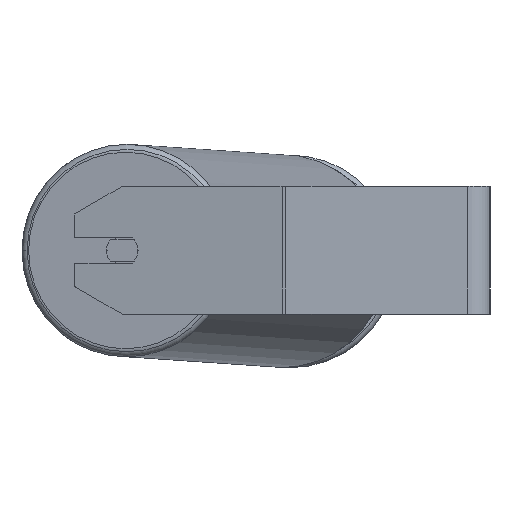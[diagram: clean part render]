
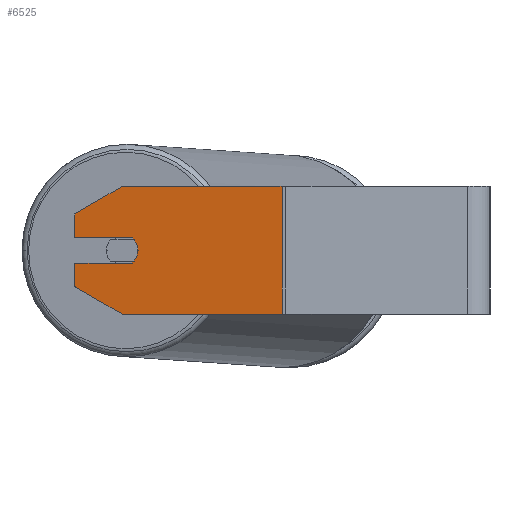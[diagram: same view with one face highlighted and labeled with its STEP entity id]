
A CAD part, left-side view. The second image highlights one B-rep face of the part: STEP entity #6525.
In plain terms, the highlighted planar face has unit normal (-0.985, 0.174, 0).
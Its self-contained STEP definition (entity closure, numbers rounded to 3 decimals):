
#439 = EDGE_CURVE ( 'NONE', #5533, #5945, #504, .T. ) ;
#504 = LINE ( 'NONE', #7290, #969 ) ;
#614 = VERTEX_POINT ( 'NONE', #2833 ) ;
#695 = CARTESIAN_POINT ( 'NONE',  ( -892.14, 230.223, 0. ) ) ;
#757 = EDGE_CURVE ( 'NONE', #7869, #2948, #4524, .T. ) ;
#782 = DIRECTION ( 'NONE',  ( -0.174, -0.985, 0. ) ) ;
#806 = ORIENTED_EDGE ( 'NONE', *, *, #4887, .F. ) ;
#969 = VECTOR ( 'NONE', #4599, 1000. ) ;
#1233 = ORIENTED_EDGE ( 'NONE', *, *, #8462, .F. ) ;
#1303 = ORIENTED_EDGE ( 'NONE', *, *, #1723, .F. ) ;
#1479 = LINE ( 'NONE', #3394, #4896 ) ;
#1519 = CARTESIAN_POINT ( 'NONE',  ( -886.931, 259.768, 22.679 ) ) ;
#1723 = EDGE_CURVE ( 'NONE', #7689, #7869, #4382, .T. ) ;
#1830 = VERTEX_POINT ( 'NONE', #4585 ) ;
#1994 = DIRECTION ( 'NONE',  ( 0., 0., -1. ) ) ;
#2015 = CARTESIAN_POINT ( 'NONE',  ( -886.931, 259.768, -8. ) ) ;
#2101 = DIRECTION ( 'NONE',  ( -0.15, -0.853, -0.5 ) ) ;
#2160 = DIRECTION ( 'NONE',  ( -0.985, 0.174, 0. ) ) ;
#2211 = DIRECTION ( 'NONE',  ( 0.985, -0.174, 0. ) ) ;
#2545 = EDGE_CURVE ( 'NONE', #1830, #614, #5453, .T. ) ;
#2547 = ORIENTED_EDGE ( 'NONE', *, *, #6622, .T. ) ;
#2583 = CARTESIAN_POINT ( 'NONE',  ( -892.14, 230.223, -40. ) ) ;
#2696 = VECTOR ( 'NONE', #6302, 1000. ) ;
#2721 = ORIENTED_EDGE ( 'NONE', *, *, #4172, .T. ) ;
#2731 = VECTOR ( 'NONE', #7357, 1000. ) ;
#2803 = CARTESIAN_POINT ( 'NONE',  ( -892.14, 230.223, -40. ) ) ;
#2823 = VECTOR ( 'NONE', #3758, 1000. ) ;
#2833 = CARTESIAN_POINT ( 'NONE',  ( -886.931, 259.768, 8. ) ) ;
#2865 = ORIENTED_EDGE ( 'NONE', *, *, #2545, .F. ) ;
#2875 = CARTESIAN_POINT ( 'NONE',  ( -886.931, 259.768, 40. ) ) ;
#2948 = VERTEX_POINT ( 'NONE', #5133 ) ;
#3164 = ORIENTED_EDGE ( 'NONE', *, *, #757, .F. ) ;
#3230 = EDGE_LOOP ( 'NONE', ( #3164, #1303, #5747, #6450, #6025, #806, #1233, #2721, #2547, #2865, #4815 ) ) ;
#3394 = CARTESIAN_POINT ( 'NONE',  ( -909.787, 130.14, 40. ) ) ;
#3587 = PLANE ( 'NONE',  #6331 ) ;
#3697 = CARTESIAN_POINT ( 'NONE',  ( -892.14, 230.223, 40. ) ) ;
#3758 = DIRECTION ( 'NONE',  ( -0.174, -0.985, 0. ) ) ;
#3993 = LINE ( 'NONE', #6008, #2731 ) ;
#4000 = VERTEX_POINT ( 'NONE', #3697 ) ;
#4107 = VERTEX_POINT ( 'NONE', #8071 ) ;
#4172 = EDGE_CURVE ( 'NONE', #4000, #5772, #3993, .T. ) ;
#4204 = CARTESIAN_POINT ( 'NONE',  ( -886.931, 259.768, 40. ) ) ;
#4348 = VECTOR ( 'NONE', #1994, 1000. ) ;
#4382 = LINE ( 'NONE', #4428, #2823 ) ;
#4428 = CARTESIAN_POINT ( 'NONE',  ( -893.182, 224.314, -8. ) ) ;
#4524 = CIRCLE ( 'NONE', #5813, 10. ) ;
#4585 = CARTESIAN_POINT ( 'NONE',  ( -893.182, 224.314, 8. ) ) ;
#4599 = DIRECTION ( 'NONE',  ( -0.174, -0.985, 0. ) ) ;
#4706 = VECTOR ( 'NONE', #4827, 1000. ) ;
#4791 = CARTESIAN_POINT ( 'NONE',  ( -892.14, 230.223, 0. ) ) ;
#4815 = ORIENTED_EDGE ( 'NONE', *, *, #4848, .F. ) ;
#4827 = DIRECTION ( 'NONE',  ( 0.174, 0.985, 0. ) ) ;
#4848 = EDGE_CURVE ( 'NONE', #2948, #1830, #8421, .T. ) ;
#4887 = EDGE_CURVE ( 'NONE', #5265, #5945, #1479, .T. ) ;
#4896 = VECTOR ( 'NONE', #8182, 1000. ) ;
#4927 = VECTOR ( 'NONE', #5330, 1000. ) ;
#5133 = CARTESIAN_POINT ( 'NONE',  ( -893.876, 220.375, 0. ) ) ;
#5251 = LINE ( 'NONE', #8680, #4927 ) ;
#5265 = VERTEX_POINT ( 'NONE', #6082 ) ;
#5328 = EDGE_CURVE ( 'NONE', #4107, #5533, #5952, .T. ) ;
#5330 = DIRECTION ( 'NONE',  ( 0., 0., -1. ) ) ;
#5453 = LINE ( 'NONE', #5576, #4706 ) ;
#5533 = VERTEX_POINT ( 'NONE', #2583 ) ;
#5576 = CARTESIAN_POINT ( 'NONE',  ( -893.182, 224.314, 8. ) ) ;
#5747 = ORIENTED_EDGE ( 'NONE', *, *, #6933, .T. ) ;
#5772 = VERTEX_POINT ( 'NONE', #1519 ) ;
#5813 = AXIS2_PLACEMENT_3D ( 'NONE', #4791, #2160, #782 ) ;
#5923 = CARTESIAN_POINT ( 'NONE',  ( -893.182, 224.314, -8. ) ) ;
#5945 = VERTEX_POINT ( 'NONE', #6665 ) ;
#5952 = LINE ( 'NONE', #2803, #6729 ) ;
#6008 = CARTESIAN_POINT ( 'NONE',  ( -886.931, 259.768, 22.679 ) ) ;
#6025 = ORIENTED_EDGE ( 'NONE', *, *, #439, .T. ) ;
#6082 = CARTESIAN_POINT ( 'NONE',  ( -909.787, 130.14, 40. ) ) ;
#6302 = DIRECTION ( 'NONE',  ( -0.174, -0.985, 0. ) ) ;
#6305 = FACE_OUTER_BOUND ( 'NONE', #3230, .T. ) ;
#6331 = AXIS2_PLACEMENT_3D ( 'NONE', #2875, #2211, #8284 ) ;
#6450 = ORIENTED_EDGE ( 'NONE', *, *, #5328, .T. ) ;
#6525 = ADVANCED_FACE ( 'NONE', ( #6305 ), #3587, .F. ) ;
#6622 = EDGE_CURVE ( 'NONE', #5772, #614, #7405, .T. ) ;
#6665 = CARTESIAN_POINT ( 'NONE',  ( -909.787, 130.14, -40. ) ) ;
#6729 = VECTOR ( 'NONE', #2101, 1000. ) ;
#6798 = CARTESIAN_POINT ( 'NONE',  ( -886.931, 259.768, 40. ) ) ;
#6900 = DIRECTION ( 'NONE',  ( -0.985, 0.174, 0. ) ) ;
#6933 = EDGE_CURVE ( 'NONE', #7689, #4107, #5251, .T. ) ;
#6998 = LINE ( 'NONE', #4204, #2696 ) ;
#7290 = CARTESIAN_POINT ( 'NONE',  ( -886.931, 259.768, -40. ) ) ;
#7357 = DIRECTION ( 'NONE',  ( 0.15, 0.853, -0.5 ) ) ;
#7405 = LINE ( 'NONE', #6798, #4348 ) ;
#7564 = AXIS2_PLACEMENT_3D ( 'NONE', #695, #6900, #8710 ) ;
#7689 = VERTEX_POINT ( 'NONE', #2015 ) ;
#7869 = VERTEX_POINT ( 'NONE', #5923 ) ;
#8071 = CARTESIAN_POINT ( 'NONE',  ( -886.931, 259.768, -22.679 ) ) ;
#8182 = DIRECTION ( 'NONE',  ( 0., 0., -1. ) ) ;
#8284 = DIRECTION ( 'NONE',  ( 0.174, 0.985, 0. ) ) ;
#8421 = CIRCLE ( 'NONE', #7564, 10. ) ;
#8462 = EDGE_CURVE ( 'NONE', #4000, #5265, #6998, .T. ) ;
#8680 = CARTESIAN_POINT ( 'NONE',  ( -886.931, 259.768, 40. ) ) ;
#8710 = DIRECTION ( 'NONE',  ( -0.174, -0.985, 0. ) ) ;
